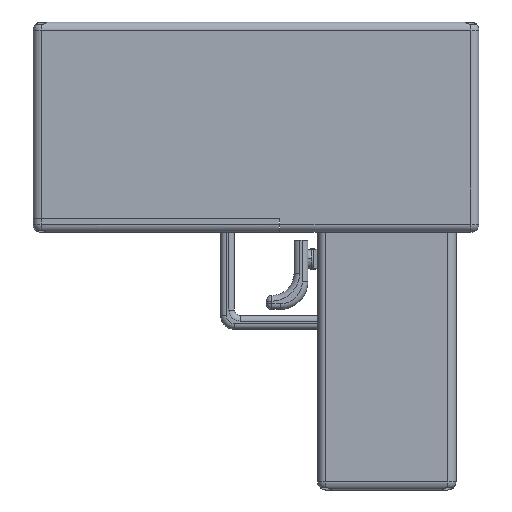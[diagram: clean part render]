
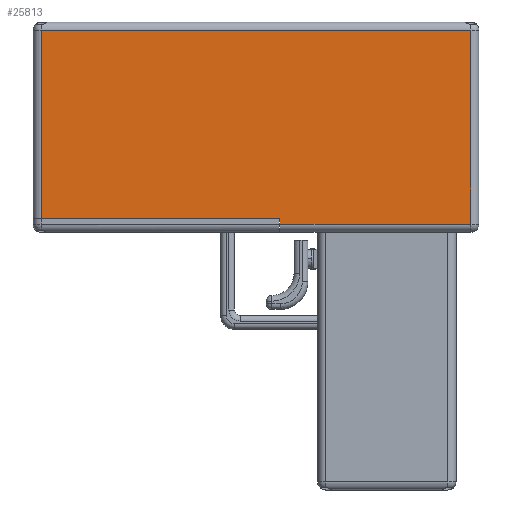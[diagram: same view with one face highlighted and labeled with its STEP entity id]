
A CAD part, front view. The second image highlights one B-rep face of the part: STEP entity #25813.
In plain terms, the highlighted planar face has unit normal (0, -1, 0).
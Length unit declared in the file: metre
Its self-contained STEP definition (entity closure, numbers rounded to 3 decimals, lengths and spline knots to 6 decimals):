
#2902=ORIENTED_EDGE('',*,*,#10475,.F.);
#2903=ORIENTED_EDGE('',*,*,#10476,.T.);
#2904=ORIENTED_EDGE('',*,*,#10477,.T.);
#2905=ORIENTED_EDGE('',*,*,#10478,.T.);
#2906=ORIENTED_EDGE('',*,*,#10479,.T.);
#2907=ORIENTED_EDGE('',*,*,#10480,.F.);
#10475=EDGE_CURVE('',#14254,#14255,#16806,.T.);
#10476=EDGE_CURVE('',#14254,#14256,#16807,.F.);
#10477=EDGE_CURVE('',#14256,#14257,#16808,.F.);
#10478=EDGE_CURVE('',#14257,#14258,#16809,.T.);
#10479=EDGE_CURVE('',#14258,#14259,#16810,.T.);
#10480=EDGE_CURVE('',#14255,#14259,#16811,.T.);
#14254=VERTEX_POINT('',#39097);
#14255=VERTEX_POINT('',#39098);
#14256=VERTEX_POINT('',#39100);
#14257=VERTEX_POINT('',#39102);
#14258=VERTEX_POINT('',#39104);
#14259=VERTEX_POINT('',#39106);
#16806=LINE('',#39096,#19127);
#16807=LINE('',#39099,#19128);
#16808=LINE('',#39101,#19129);
#16809=LINE('',#39103,#19130);
#16810=LINE('',#39105,#19131);
#16811=LINE('',#39107,#19132);
#19127=VECTOR('',#31452,1.);
#19128=VECTOR('',#31453,1.);
#19129=VECTOR('',#31454,1.);
#19130=VECTOR('',#31455,1.);
#19131=VECTOR('',#31456,1.);
#19132=VECTOR('',#31457,1.);
#21369=EDGE_LOOP('',(#2902,#2903,#2904,#2905,#2906,#2907));
#23184=FACE_BOUND('',#21369,.T.);
#24994=PLANE('',#28693);
#25813=ADVANCED_FACE('',(#23184),#24994,.T.);
#28693=AXIS2_PLACEMENT_3D('',#39095,#31450,#31451);
#31450=DIRECTION('',(0.,-1.,0.));
#31451=DIRECTION('',(1.,0.,0.));
#31452=DIRECTION('',(0.,0.,1.));
#31453=DIRECTION('',(-1.,0.,0.));
#31454=DIRECTION('',(0.,0.,-1.));
#31455=DIRECTION('',(-1.,0.,0.));
#31456=DIRECTION('',(0.,0.,-1.));
#31457=DIRECTION('',(-1.,0.,0.));
#39095=CARTESIAN_POINT('',(0.,-0.037,0.02));
#39096=CARTESIAN_POINT('',(0.03959,-0.037,-0.053));
#39097=CARTESIAN_POINT('',(0.03959,-0.037,-0.05));
#39098=CARTESIAN_POINT('',(0.03959,-0.037,-0.048));
#39099=CARTESIAN_POINT('',(0.,-0.037,-0.05));
#39100=CARTESIAN_POINT('',(0.1085,-0.037,-0.05));
#39101=CARTESIAN_POINT('',(0.1085,-0.037,0.02));
#39102=CARTESIAN_POINT('',(0.1085,-0.037,0.02));
#39103=CARTESIAN_POINT('',(0.,-0.037,0.02));
#39104=CARTESIAN_POINT('',(-0.0465,-0.037,0.02));
#39105=CARTESIAN_POINT('',(-0.0465,-0.037,-0.048));
#39106=CARTESIAN_POINT('',(-0.0465,-0.037,-0.048));
#39107=CARTESIAN_POINT('',(0.,-0.037,-0.048));
